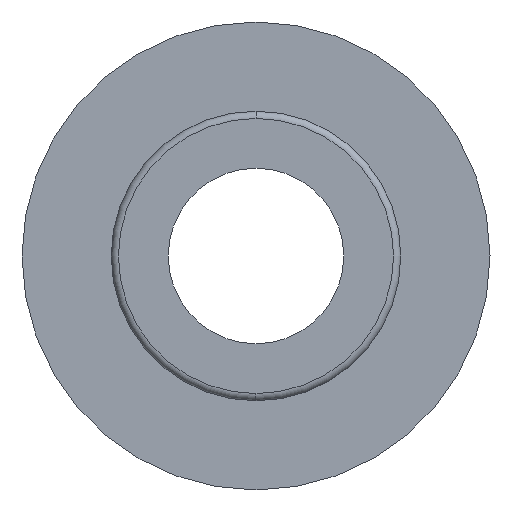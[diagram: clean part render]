
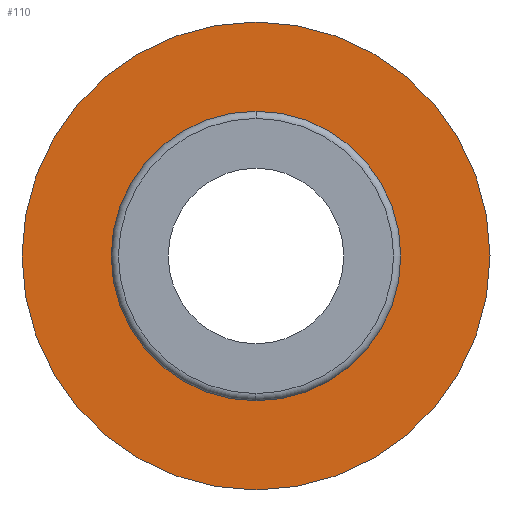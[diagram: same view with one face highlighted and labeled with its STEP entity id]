
A CAD part, left-side view. The second image highlights one B-rep face of the part: STEP entity #110.
In plain terms, the highlighted planar face has unit normal (-1, 0, 0).
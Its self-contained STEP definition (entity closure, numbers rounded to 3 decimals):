
#110=ADVANCED_FACE('',(#253,#254),#255,.T.);
#253=FACE_BOUND('',#403,.T.);
#254=FACE_OUTER_BOUND('',#404,.T.);
#255=PLANE('',#405);
#403=EDGE_LOOP('',(#934,#935));
#404=EDGE_LOOP('',(#936,#937));
#405=AXIS2_PLACEMENT_3D('',#938,#939,#940);
#934=ORIENTED_EDGE('',*,*,#1038,.T.);
#935=ORIENTED_EDGE('',*,*,#1147,.T.);
#936=ORIENTED_EDGE('',*,*,#1010,.T.);
#937=ORIENTED_EDGE('',*,*,#1157,.T.);
#938=CARTESIAN_POINT('',(-18.365,-4.0,0.0));
#939=DIRECTION('',(-1.0,0.,0.0));
#940=DIRECTION('',(0.,-1.0,0.0));
#1010=EDGE_CURVE('',#1206,#1212,#1214,.T.);
#1038=EDGE_CURVE('',#1264,#1261,#1265,.T.);
#1147=EDGE_CURVE('',#1261,#1264,#1442,.T.);
#1157=EDGE_CURVE('',#1212,#1206,#1453,.T.);
#1206=VERTEX_POINT('',#1632);
#1212=VERTEX_POINT('',#1639);
#1214=CIRCLE('',#1642,8.0);
#1261=VERTEX_POINT('',#1695);
#1264=VERTEX_POINT('',#1699);
#1265=CIRCLE('',#1700,3.6);
#1442=CIRCLE('',#1981,3.6);
#1453=CIRCLE('',#1992,8.0);
#1632=CARTESIAN_POINT('',(-18.365,-8.0,0.0));
#1639=CARTESIAN_POINT('',(-18.365,8.0,0.));
#1642=AXIS2_PLACEMENT_3D('',#2055,#2056,#2057);
#1695=CARTESIAN_POINT('',(-18.365,-3.6,0.));
#1699=CARTESIAN_POINT('',(-18.365,3.6,0.));
#1700=AXIS2_PLACEMENT_3D('',#2125,#2126,#2127);
#1981=AXIS2_PLACEMENT_3D('',#2330,#2331,#2332);
#1992=AXIS2_PLACEMENT_3D('',#2360,#2361,#2362);
#2055=CARTESIAN_POINT('',(-18.365,0.,0.0));
#2056=DIRECTION('',(-1.0,0.,0.0));
#2057=DIRECTION('',(0.,-1.0,0.0));
#2125=CARTESIAN_POINT('',(-18.365,0.,0.0));
#2126=DIRECTION('',(1.0,0.,0.0));
#2127=DIRECTION('',(0.,-1.0,0.0));
#2330=CARTESIAN_POINT('',(-18.365,0.,0.0));
#2331=DIRECTION('',(1.0,0.,0.0));
#2332=DIRECTION('',(0.,-1.0,0.0));
#2360=CARTESIAN_POINT('',(-18.365,0.,0.0));
#2361=DIRECTION('',(-1.0,0.,0.0));
#2362=DIRECTION('',(0.,-1.0,0.0));
